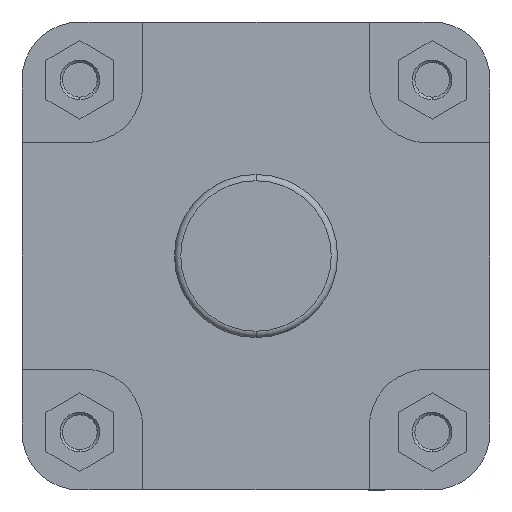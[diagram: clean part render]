
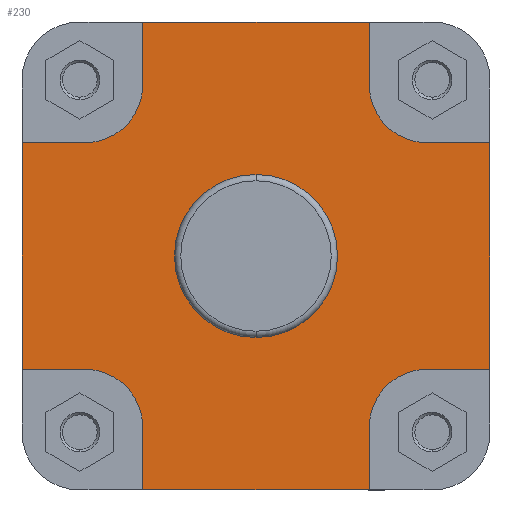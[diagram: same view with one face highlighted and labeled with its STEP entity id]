
A CAD part, left-side view. The second image highlights one B-rep face of the part: STEP entity #230.
In plain terms, the highlighted planar face has unit normal (-1, 0, 0).
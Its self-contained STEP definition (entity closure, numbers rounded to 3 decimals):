
#230 = ADVANCED_FACE ( 'NONE', ( #3672, #3665 ), #2543, .F. ) ;
#270 = EDGE_CURVE ( 'NONE', #4986, #4985, #3740, .T. ) ;
#273 = EDGE_CURVE ( 'NONE', #4914, #4913, #3744, .T. ) ;
#280 = EDGE_CURVE ( 'NONE', #4982, #5001, #3754, .T. ) ;
#316 = EDGE_CURVE ( 'NONE', #5000, #4998, #3818, .T. ) ;
#365 = EDGE_CURVE ( 'NONE', #5001, #5000, #3909, .T. ) ;
#367 = EDGE_CURVE ( 'NONE', #4997, #4996, #3910, .T. ) ;
#368 = EDGE_CURVE ( 'NONE', #4996, #4995, #3913, .T. ) ;
#369 = EDGE_CURVE ( 'NONE', #4995, #4994, #3875, .T. ) ;
#370 = EDGE_CURVE ( 'NONE', #4994, #4993, #3914, .T. ) ;
#371 = EDGE_CURVE ( 'NONE', #4993, #4991, #3916, .T. ) ;
#372 = EDGE_CURVE ( 'NONE', #4991, #4989, #3920, .T. ) ;
#373 = EDGE_CURVE ( 'NONE', #4989, #4988, #3907, .T. ) ;
#374 = EDGE_CURVE ( 'NONE', #4987, #4988, #3921, .T. ) ;
#375 = EDGE_CURVE ( 'NONE', #4985, #4983, #3919, .T. ) ;
#376 = EDGE_CURVE ( 'NONE', #4982, #4983, #3925, .T. ) ;
#378 = EDGE_CURVE ( 'NONE', #4987, #4986, #3928, .T. ) ;
#379 = EDGE_CURVE ( 'NONE', #4998, #4997, #3930, .T. ) ;
#502 = EDGE_CURVE ( 'NONE', #4913, #4914, #4106, .T. ) ;
#1042 = AXIS2_PLACEMENT_3D ( 'NONE', #2522, #2545, #2547 ) ;
#1045 = AXIS2_PLACEMENT_3D ( 'NONE', #2721, #2733, #2735 ) ;
#1050 = AXIS2_PLACEMENT_3D ( 'NONE', #2749, #2752, #2754 ) ;
#1070 = AXIS2_PLACEMENT_3D ( 'NONE', #3103, #3128, #3129 ) ;
#1071 = AXIS2_PLACEMENT_3D ( 'NONE', #3107, #3114, #3115 ) ;
#1073 = AXIS2_PLACEMENT_3D ( 'NONE', #3113, #3137, #3139 ) ;
#1140 = AXIS2_PLACEMENT_3D ( 'NONE', #5574, #5582, #5583 ) ;
#1559 = ORIENTED_EDGE ( 'NONE', *, *, #280, .F. ) ;
#1562 = ORIENTED_EDGE ( 'NONE', *, *, #365, .F. ) ;
#1564 = ORIENTED_EDGE ( 'NONE', *, *, #316, .F. ) ;
#1565 = ORIENTED_EDGE ( 'NONE', *, *, #379, .F. ) ;
#1567 = ORIENTED_EDGE ( 'NONE', *, *, #367, .F. ) ;
#1569 = ORIENTED_EDGE ( 'NONE', *, *, #368, .F. ) ;
#1571 = ORIENTED_EDGE ( 'NONE', *, *, #369, .F. ) ;
#1573 = ORIENTED_EDGE ( 'NONE', *, *, #370, .F. ) ;
#1575 = ORIENTED_EDGE ( 'NONE', *, *, #371, .F. ) ;
#1577 = ORIENTED_EDGE ( 'NONE', *, *, #372, .F. ) ;
#1579 = ORIENTED_EDGE ( 'NONE', *, *, #373, .F. ) ;
#1581 = ORIENTED_EDGE ( 'NONE', *, *, #374, .T. ) ;
#1583 = ORIENTED_EDGE ( 'NONE', *, *, #378, .F. ) ;
#1585 = ORIENTED_EDGE ( 'NONE', *, *, #270, .F. ) ;
#1587 = ORIENTED_EDGE ( 'NONE', *, *, #375, .F. ) ;
#1588 = ORIENTED_EDGE ( 'NONE', *, *, #376, .T. ) ;
#1591 = ORIENTED_EDGE ( 'NONE', *, *, #273, .F. ) ;
#1593 = ORIENTED_EDGE ( 'NONE', *, *, #502, .F. ) ;
#2522 = CARTESIAN_POINT ( 'NONE',  ( 55., 32.4, 0. ) ) ;
#2543 = PLANE ( 'NONE',  #1042 ) ;
#2545 = DIRECTION ( 'NONE',  ( 1., 0., 0. ) ) ;
#2547 = DIRECTION ( 'NONE',  ( 0., 0., -1. ) ) ;
#2721 = CARTESIAN_POINT ( 'NONE',  ( 55., -68., -68. ) ) ;
#2733 = DIRECTION ( 'NONE',  ( -1., 0., 0. ) ) ;
#2735 = DIRECTION ( 'NONE',  ( 0., 0., -1. ) ) ;
#2749 = CARTESIAN_POINT ( 'NONE',  ( 55., 0., 0. ) ) ;
#2752 = DIRECTION ( 'NONE',  ( -1., 0., 0. ) ) ;
#2754 = DIRECTION ( 'NONE',  ( 0., 0., 1. ) ) ;
#2783 = CARTESIAN_POINT ( 'NONE',  ( 55., 45., -93. ) ) ;
#2785 = DIRECTION ( 'NONE',  ( 0., 0., 1. ) ) ;
#2896 = CARTESIAN_POINT ( 'NONE',  ( 55., 68., -45. ) ) ;
#2907 = DIRECTION ( 'NONE',  ( 0., 1., 0. ) ) ;
#3103 = CARTESIAN_POINT ( 'NONE',  ( 55., 68., 68. ) ) ;
#3107 = CARTESIAN_POINT ( 'NONE',  ( 55., 68., -68. ) ) ;
#3113 = CARTESIAN_POINT ( 'NONE',  ( 55., -68., 68. ) ) ;
#3114 = DIRECTION ( 'NONE',  ( -1., 0., 0. ) ) ;
#3115 = DIRECTION ( 'NONE',  ( 0., 0., -1. ) ) ;
#3123 = CARTESIAN_POINT ( 'NONE',  ( 55., 93., 45. ) ) ;
#3124 = DIRECTION ( 'NONE',  ( 0., -1., 0. ) ) ;
#3126 = CARTESIAN_POINT ( 'NONE',  ( 55., -45., -68. ) ) ;
#3128 = DIRECTION ( 'NONE',  ( -1., 0., 0. ) ) ;
#3129 = DIRECTION ( 'NONE',  ( 0., 0., -1. ) ) ;
#3130 = CARTESIAN_POINT ( 'NONE',  ( 55., 45., 68. ) ) ;
#3131 = DIRECTION ( 'NONE',  ( 0., 0., 1. ) ) ;
#3132 = CARTESIAN_POINT ( 'NONE',  ( 55., -204.741, 93. ) ) ;
#3133 = DIRECTION ( 'NONE',  ( 0., -1., 0. ) ) ;
#3134 = CARTESIAN_POINT ( 'NONE',  ( 55., -45., 93. ) ) ;
#3135 = DIRECTION ( 'NONE',  ( 0., 0., -1. ) ) ;
#3137 = DIRECTION ( 'NONE',  ( -1., 0., 0. ) ) ;
#3139 = DIRECTION ( 'NONE',  ( 0., 0., -1. ) ) ;
#3141 = CARTESIAN_POINT ( 'NONE',  ( 55., -68., 45. ) ) ;
#3143 = DIRECTION ( 'NONE',  ( 0., -1., 0. ) ) ;
#3145 = CARTESIAN_POINT ( 'NONE',  ( 55., -93., -45. ) ) ;
#3147 = CARTESIAN_POINT ( 'NONE',  ( 55., -93., 0. ) ) ;
#3149 = DIRECTION ( 'NONE',  ( 0., 0., 1. ) ) ;
#3151 = DIRECTION ( 'NONE',  ( 0., 0., -1. ) ) ;
#3152 = CARTESIAN_POINT ( 'NONE',  ( 55., -204.741, -93. ) ) ;
#3153 = DIRECTION ( 'NONE',  ( 0., -1., 0. ) ) ;
#3157 = DIRECTION ( 'NONE',  ( 0., 1., 0. ) ) ;
#3159 = CARTESIAN_POINT ( 'NONE',  ( 55., 93., 0. ) ) ;
#3161 = DIRECTION ( 'NONE',  ( 0., 0., 1. ) ) ;
#3665 = FACE_OUTER_BOUND ( 'NONE', #7020, .T. ) ;
#3672 = FACE_BOUND ( 'NONE', #7011, .T. ) ;
#3740 = CIRCLE ( 'NONE', #1045, 23. ) ;
#3744 = CIRCLE ( 'NONE', #1050, 32.4 ) ;
#3754 = LINE ( 'NONE', #2783, #3755 ) ;
#3755 = VECTOR ( 'NONE', #2785, 1000. ) ;
#3815 = VECTOR ( 'NONE', #2907, 1000. ) ;
#3818 = LINE ( 'NONE', #2896, #3815 ) ;
#3875 = LINE ( 'NONE', #3130, #3908 ) ;
#3907 = LINE ( 'NONE', #3141, #3912 ) ;
#3908 = VECTOR ( 'NONE', #3131, 1000. ) ;
#3909 = CIRCLE ( 'NONE', #1071, 23. ) ;
#3910 = LINE ( 'NONE', #3123, #3911 ) ;
#3911 = VECTOR ( 'NONE', #3124, 1000. ) ;
#3912 = VECTOR ( 'NONE', #3143, 1000. ) ;
#3913 = CIRCLE ( 'NONE', #1070, 23. ) ;
#3914 = LINE ( 'NONE', #3132, #3915 ) ;
#3915 = VECTOR ( 'NONE', #3133, 1000. ) ;
#3916 = LINE ( 'NONE', #3134, #3917 ) ;
#3917 = VECTOR ( 'NONE', #3135, 1000. ) ;
#3918 = VECTOR ( 'NONE', #3157, 1000. ) ;
#3919 = LINE ( 'NONE', #3126, #3923 ) ;
#3920 = CIRCLE ( 'NONE', #1073, 23. ) ;
#3921 = LINE ( 'NONE', #3147, #3922 ) ;
#3922 = VECTOR ( 'NONE', #3149, 1000. ) ;
#3923 = VECTOR ( 'NONE', #3151, 1000. ) ;
#3925 = LINE ( 'NONE', #3152, #3926 ) ;
#3926 = VECTOR ( 'NONE', #3153, 1000. ) ;
#3928 = LINE ( 'NONE', #3145, #3918 ) ;
#3930 = LINE ( 'NONE', #3159, #3931 ) ;
#3931 = VECTOR ( 'NONE', #3161, 1000. ) ;
#4106 = CIRCLE ( 'NONE', #1140, 32.4 ) ;
#4913 = VERTEX_POINT ( 'NONE', #6364 ) ;
#4914 = VERTEX_POINT ( 'NONE', #6365 ) ;
#4982 = VERTEX_POINT ( 'NONE', #6422 ) ;
#4983 = VERTEX_POINT ( 'NONE', #6423 ) ;
#4985 = VERTEX_POINT ( 'NONE', #6425 ) ;
#4986 = VERTEX_POINT ( 'NONE', #6426 ) ;
#4987 = VERTEX_POINT ( 'NONE', #6427 ) ;
#4988 = VERTEX_POINT ( 'NONE', #6428 ) ;
#4989 = VERTEX_POINT ( 'NONE', #6429 ) ;
#4991 = VERTEX_POINT ( 'NONE', #6431 ) ;
#4993 = VERTEX_POINT ( 'NONE', #6432 ) ;
#4994 = VERTEX_POINT ( 'NONE', #6433 ) ;
#4995 = VERTEX_POINT ( 'NONE', #6434 ) ;
#4996 = VERTEX_POINT ( 'NONE', #6435 ) ;
#4997 = VERTEX_POINT ( 'NONE', #6436 ) ;
#4998 = VERTEX_POINT ( 'NONE', #6430 ) ;
#5000 = VERTEX_POINT ( 'NONE', #6424 ) ;
#5001 = VERTEX_POINT ( 'NONE', #6438 ) ;
#5574 = CARTESIAN_POINT ( 'NONE',  ( 55., 0., 0. ) ) ;
#5582 = DIRECTION ( 'NONE',  ( -1., 0., 0. ) ) ;
#5583 = DIRECTION ( 'NONE',  ( 0., 0., 1. ) ) ;
#6364 = CARTESIAN_POINT ( 'NONE',  ( 55., 0., 32.4 ) ) ;
#6365 = CARTESIAN_POINT ( 'NONE',  ( 55., 0., -32.4 ) ) ;
#6422 = CARTESIAN_POINT ( 'NONE',  ( 55., 45., -93. ) ) ;
#6423 = CARTESIAN_POINT ( 'NONE',  ( 55., -45., -93. ) ) ;
#6424 = CARTESIAN_POINT ( 'NONE',  ( 55., 68., -45. ) ) ;
#6425 = CARTESIAN_POINT ( 'NONE',  ( 55., -45., -68. ) ) ;
#6426 = CARTESIAN_POINT ( 'NONE',  ( 55., -68., -45. ) ) ;
#6427 = CARTESIAN_POINT ( 'NONE',  ( 55., -93., -45. ) ) ;
#6428 = CARTESIAN_POINT ( 'NONE',  ( 55., -93., 45. ) ) ;
#6429 = CARTESIAN_POINT ( 'NONE',  ( 55., -68., 45. ) ) ;
#6430 = CARTESIAN_POINT ( 'NONE',  ( 55., 93., -45. ) ) ;
#6431 = CARTESIAN_POINT ( 'NONE',  ( 55., -45., 68. ) ) ;
#6432 = CARTESIAN_POINT ( 'NONE',  ( 55., -45., 93. ) ) ;
#6433 = CARTESIAN_POINT ( 'NONE',  ( 55., 45., 93. ) ) ;
#6434 = CARTESIAN_POINT ( 'NONE',  ( 55., 45., 68. ) ) ;
#6435 = CARTESIAN_POINT ( 'NONE',  ( 55., 68., 45. ) ) ;
#6436 = CARTESIAN_POINT ( 'NONE',  ( 55., 93., 45. ) ) ;
#6438 = CARTESIAN_POINT ( 'NONE',  ( 55., 45., -68. ) ) ;
#7011 = EDGE_LOOP ( 'NONE', ( #1593, #1591 ) ) ;
#7020 = EDGE_LOOP ( 'NONE', ( #1588, #1587, #1585, #1583, #1581, #1579, #1577, #1575, #1573, #1571, #1569, #1567, #1565, #1564, #1562, #1559 ) ) ;
